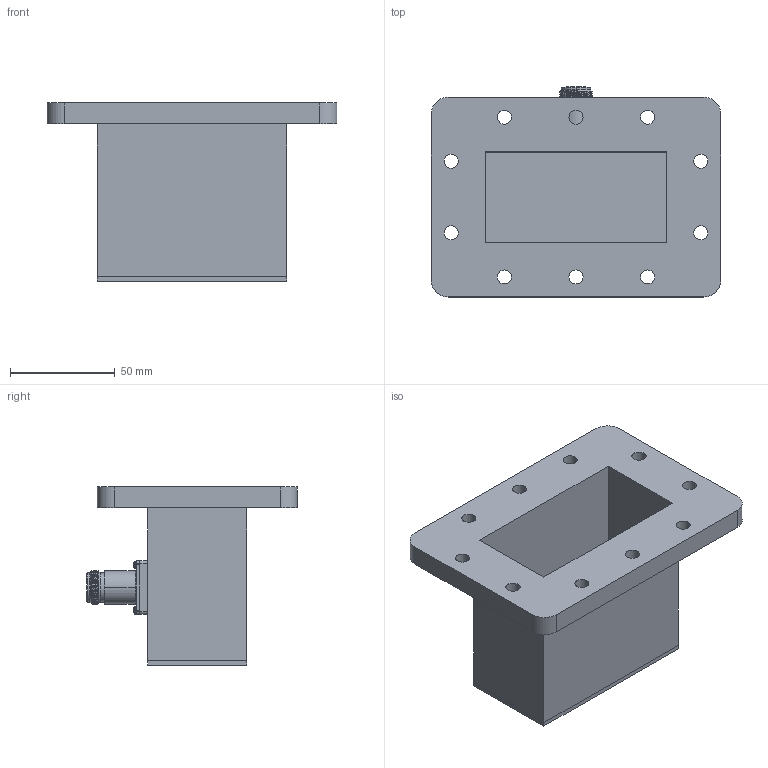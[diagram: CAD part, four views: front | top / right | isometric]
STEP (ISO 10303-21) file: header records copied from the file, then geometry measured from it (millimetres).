
FILE_DESCRIPTION (( 'STEP AP214' ), '1' );
FILE_NAME ('FMWCA1077_3D.step', '2024-09-25T21:07:46', ( '' ), ( '' ), 'SwSTEP 2.0', 'SolidWorks 2022', '' );
FILE_SCHEMA (( 'AUTOMOTIVE_DESIGN' ));
Length unit declared in the file: inch
Products named in the file (1): FMWCA1077_3D
Bounding box: 138.1 x 100.22 x 85 mm (x, y, z)
Volume: 144548.6 mm3; surface area: 77967.9 mm2
Topology: 2 solids, 6 shells, 298 faces, 786 edges, 514 vertices
Faces by surface type: plane 122, cylinder 110, cone 33, bspline 31, torus 2
Entity records: 15349 total; most frequent: CARTESIAN_POINT 8301, ORIENTED_EDGE 1572, DIRECTION 1338, EDGE_CURVE 786, VERTEX_POINT 514, AXIS2_PLACEMENT_3D 510, EDGE_LOOP 340, LINE 318
